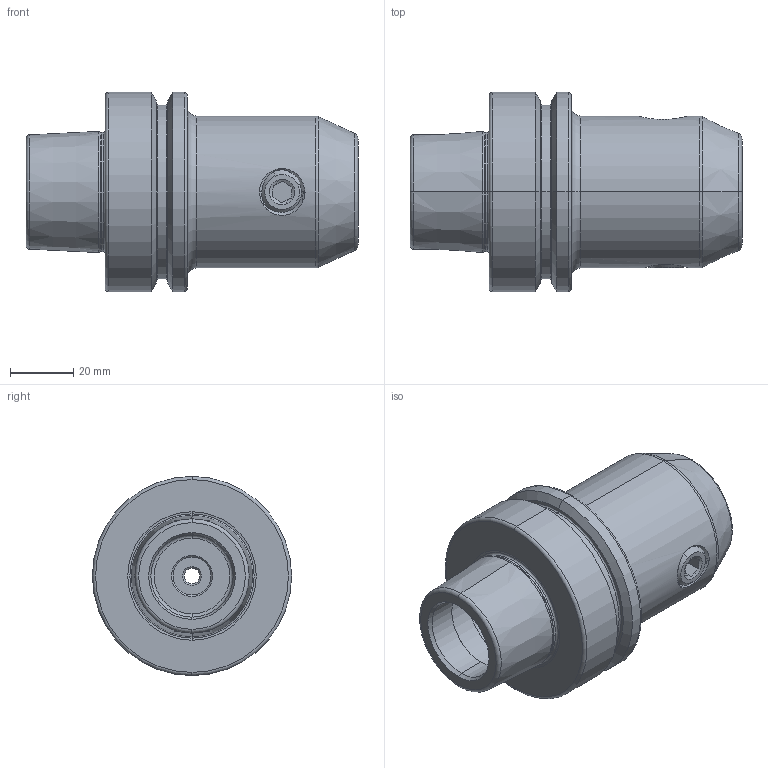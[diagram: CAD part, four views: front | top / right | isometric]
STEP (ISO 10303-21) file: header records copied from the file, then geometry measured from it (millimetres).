
FILE_DESCRIPTION (( 'STEP AP203' ), '1' );
FILE_NAME ('F63.04.16.STEP', '2017-12-26T00:56:21', ( '' ), ( '' ), 'SwSTEP 2.0', 'SolidWorks 2012', '' );
FILE_SCHEMA (( 'CONFIG_CONTROL_DESIGN' ));
Length unit declared in the file: millimetre
Products named in the file (3): 側固14_M14x2_16L; F63.04.16
Assembly tree (2 placements, depth 2):
  F63.04.16
    F63.04.16
    側固14_M14x2_16L
Bounding box: 105 x 63 x 63 mm (x, y, z)
Volume: 162597 mm3; surface area: 30661.5 mm2
Topology: 2 solids, 2 shells, 152 faces, 355 edges, 217 vertices
Faces by surface type: cylinder 57, cone 29, torus 28, plane 21, bspline 15, sphere 2
Entity records: 12307 total; most frequent: CARTESIAN_POINT 8791, ORIENTED_EDGE 706, DIRECTION 645, EDGE_CURVE 353, AXIS2_PLACEMENT_3D 275, VERTEX_POINT 217, EDGE_LOOP 168, ADVANCED_FACE 152
